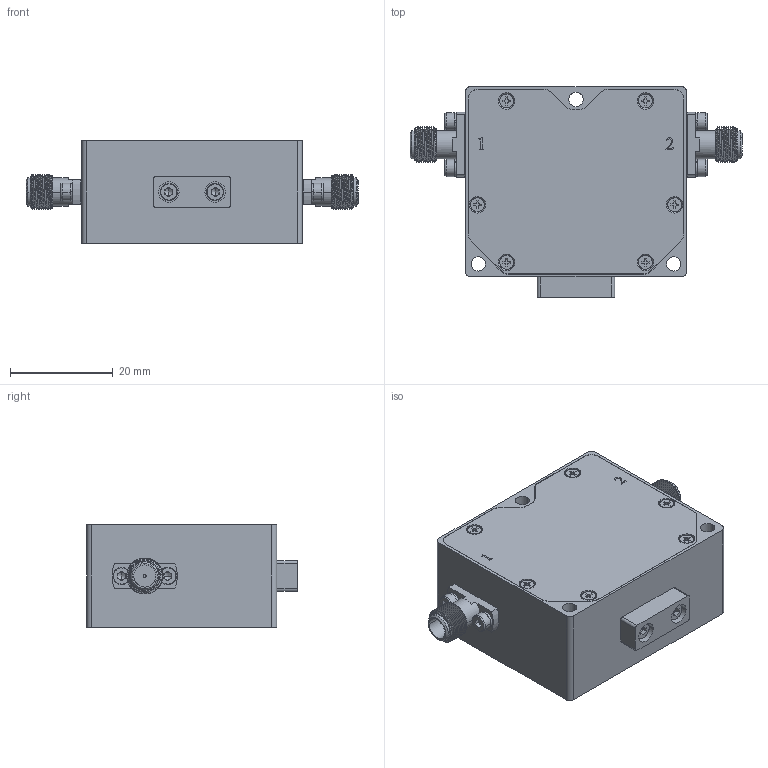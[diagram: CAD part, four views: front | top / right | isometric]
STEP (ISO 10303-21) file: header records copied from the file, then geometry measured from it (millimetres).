
FILE_DESCRIPTION (( 'STEP AP214' ), '1' );
FILE_NAME ('FMIR1055_3D.step', '2025-04-17T16:44:22', ( '' ), ( '' ), 'SwSTEP 2.0', 'SolidWorks 2022', '' );
FILE_SCHEMA (( 'AUTOMOTIVE_DESIGN' ));
Length unit declared in the file: millimetre
Products named in the file (1): FMIR1055_3D
Bounding box: 64.6 x 41 x 20 mm (x, y, z)
Volume: 28032.3 mm3; surface area: 17389.2 mm2
Topology: 1 solids, 52 shells, 1599 faces, 4559 edges, 3091 vertices
Faces by surface type: plane 812, cylinder 605, cone 146, sphere 26, bspline 10
Entity records: 68023 total; most frequent: CARTESIAN_POINT 29339, ORIENTED_EDGE 8946, DIRECTION 6485, EDGE_CURVE 4473, VERTEX_POINT 3091, LINE 2243, VECTOR 2243, AXIS2_PLACEMENT_3D 2121
